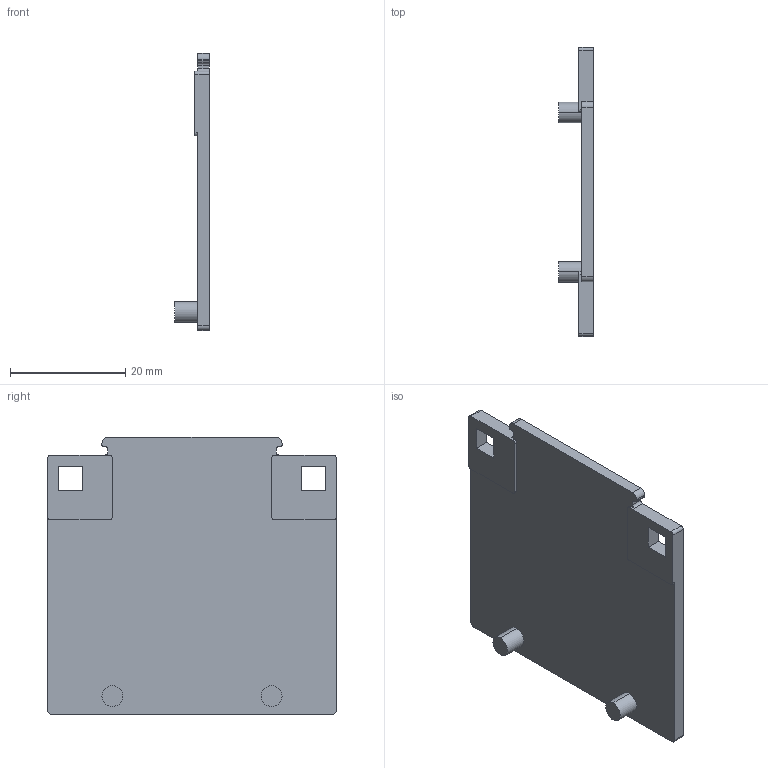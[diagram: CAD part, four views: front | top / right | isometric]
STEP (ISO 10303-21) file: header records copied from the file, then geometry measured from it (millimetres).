
FILE_DESCRIPTION(('CATIA V5R24 STEP','CAx-IF Rec.Pracs.--- Model Styling and Organization---1.2---2011-12-15'),'2;1');
FILE_NAME ('398353_1', '2017-11-08T14:25:23+00:00', ('Weidmueller Interface'), ('Weidmueller'), 'CATIA Version 5-6 Release 2014 SP4 HF52', 'CATIA V5 STEP AP214', 'none');
FILE_SCHEMA(('AUTOMOTIVE_DESIGN { 1 0 10303 214 1 1 1 1 }'));
Length unit declared in the file: millimetre
Products named in the file (1): v5-standard_part
Bounding box: 6 x 50 x 48 mm (x, y, z)
Volume: 4795.8 mm3; surface area: 5219 mm2
Topology: 1 solids, 1 shells, 52 faces, 144 edges, 96 vertices
Faces by surface type: plane 30, cylinder 22
Entity records: 1659 total; most frequent: CARTESIAN_POINT 293, ORIENTED_EDGE 288, DIRECTION 248, EDGE_CURVE 144, VECTOR 100, LINE 100, AXIS2_PLACEMENT_3D 97, VERTEX_POINT 96
